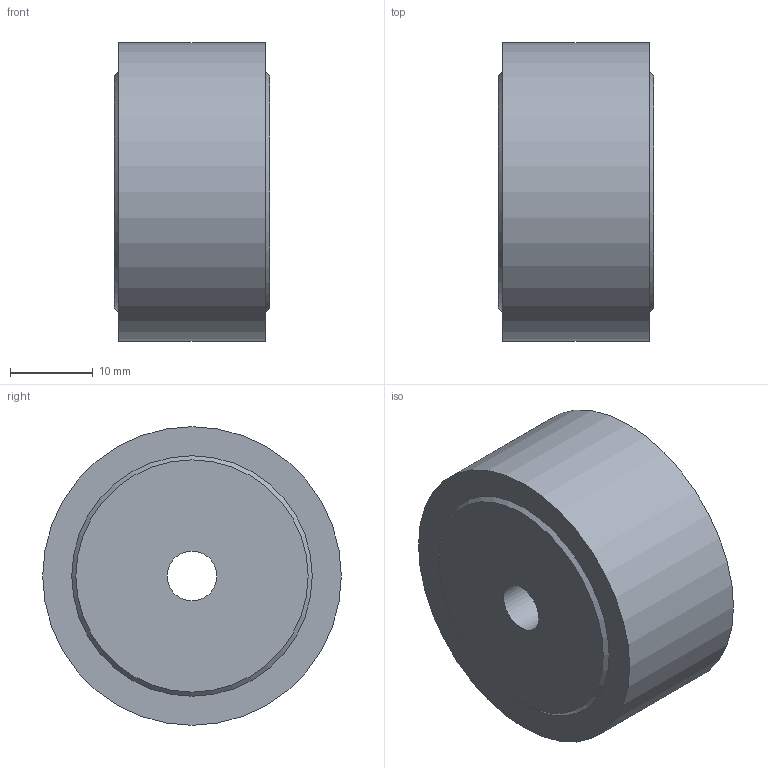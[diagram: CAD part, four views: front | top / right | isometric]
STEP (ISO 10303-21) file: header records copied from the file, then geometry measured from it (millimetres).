
FILE_DESCRIPTION(/* description */ (''),/* implementation_level */ '2;1');
FILE_NAME(/* name */ '03.Esguicho_Hub_and_Tire v5.step',/* time_stamp */ '2022-10-30T15:17:20-03:00',/* author */ (''),/* organization */ (''),/* preprocessor_version */ 'ST-DEVELOPER v19.2',/* originating_system */ 'Autodesk Translation Framework v11.17.0.187',/* authorisation */ '');
FILE_SCHEMA (('AUTOMOTIVE_DESIGN { 1 0 10303 214 3 1 1 }'));
Length unit declared in the file: millimetre
Products named in the file (1): 03.Esguicho_Hub_and_Tire
Bounding box: 18.7 x 36 x 36 mm (x, y, z)
Volume: 15110 mm3; surface area: 8292 mm2
Topology: 2 solids, 2 shells, 245 faces, 665 edges, 443 vertices
Faces by surface type: plane 127, bspline 105, cylinder 9, cone 3, torus 1
Full cylindrical faces by diameter (mm): 6 x1, 19 x1, 26 x2, 29 x4, 36 x1
Entity records: 7969 total; most frequent: CARTESIAN_POINT 2299, ORIENTED_EDGE 1330, DIRECTION 763, EDGE_CURVE 665, VERTEX_POINT 443, LINE 429, VECTOR 429, EDGE_LOOP 268
